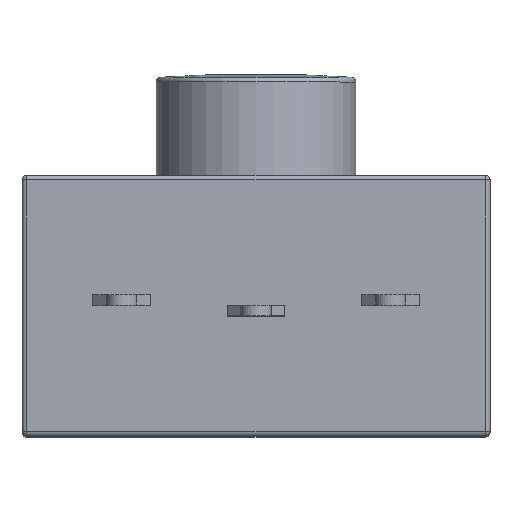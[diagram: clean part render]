
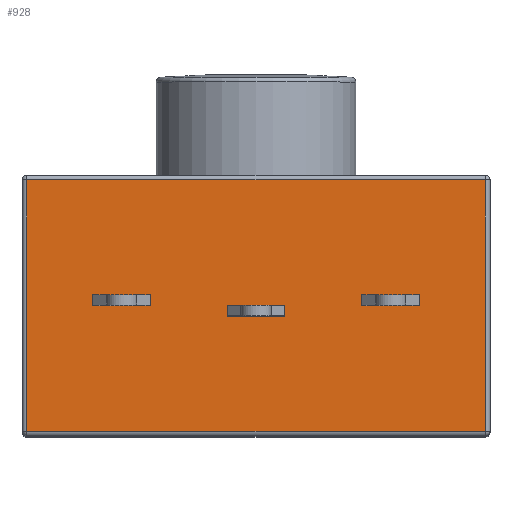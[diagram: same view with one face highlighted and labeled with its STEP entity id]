
A CAD part, top view. The second image highlights one B-rep face of the part: STEP entity #928.
In plain terms, the highlighted planar face has unit normal (0, 0, 1).
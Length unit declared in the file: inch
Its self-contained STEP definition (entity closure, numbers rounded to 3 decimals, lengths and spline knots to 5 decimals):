
#15=FACE_BOUND('',#171,.T.);
#16=FACE_BOUND('',#172,.T.);
#17=FACE_BOUND('',#173,.T.);
#117=FACE_OUTER_BOUND('',#170,.T.);
#170=EDGE_LOOP('',(#755,#756,#757,#758));
#171=EDGE_LOOP('',(#759,#760,#761,#762));
#172=EDGE_LOOP('',(#763,#764,#765,#766));
#173=EDGE_LOOP('',(#767,#768,#769,#770));
#217=LINE('',#1382,#307);
#221=LINE('',#1392,#311);
#226=LINE('',#1402,#316);
#230=LINE('',#1412,#320);
#235=LINE('',#1422,#325);
#239=LINE('',#1434,#329);
#241=LINE('',#1437,#331);
#242=LINE('',#1440,#332);
#244=LINE('',#1443,#334);
#245=LINE('',#1445,#335);
#246=LINE('',#1447,#336);
#247=LINE('',#1449,#337);
#248=LINE('',#1472,#338);
#253=LINE('',#1486,#343);
#260=LINE('',#1514,#350);
#265=LINE('',#1521,#355);
#307=VECTOR('',#1101,0.3937);
#311=VECTOR('',#1111,0.3937);
#316=VECTOR('',#1120,0.3937);
#320=VECTOR('',#1130,0.3937);
#325=VECTOR('',#1139,0.3937);
#329=VECTOR('',#1155,0.3937);
#331=VECTOR('',#1159,0.3937);
#332=VECTOR('',#1162,0.3937);
#334=VECTOR('',#1166,0.3937);
#335=VECTOR('',#1169,0.3937);
#336=VECTOR('',#1172,0.3937);
#337=VECTOR('',#1175,0.3937);
#338=VECTOR('',#1202,0.3937);
#343=VECTOR('',#1219,0.3937);
#350=VECTOR('',#1252,0.3937);
#355=VECTOR('',#1261,0.3937);
#393=VERTEX_POINT('',#1379);
#394=VERTEX_POINT('',#1381);
#396=VERTEX_POINT('',#1389);
#397=VERTEX_POINT('',#1391);
#399=VERTEX_POINT('',#1399);
#400=VERTEX_POINT('',#1401);
#402=VERTEX_POINT('',#1409);
#403=VERTEX_POINT('',#1411);
#405=VERTEX_POINT('',#1419);
#406=VERTEX_POINT('',#1421);
#408=VERTEX_POINT('',#1433);
#409=VERTEX_POINT('',#1439);
#412=VERTEX_POINT('',#1454);
#416=VERTEX_POINT('',#1465);
#421=VERTEX_POINT('',#1481);
#427=VERTEX_POINT('',#1507);
#472=EDGE_CURVE('',#394,#393,#217,.T.);
#477=EDGE_CURVE('',#397,#396,#221,.T.);
#483=EDGE_CURVE('',#400,#399,#226,.T.);
#488=EDGE_CURVE('',#403,#402,#230,.T.);
#494=EDGE_CURVE('',#406,#405,#235,.T.);
#499=EDGE_CURVE('',#408,#406,#239,.T.);
#501=EDGE_CURVE('',#402,#400,#241,.T.);
#502=EDGE_CURVE('',#409,#408,#242,.T.);
#504=EDGE_CURVE('',#393,#397,#244,.T.);
#505=EDGE_CURVE('',#396,#394,#245,.T.);
#506=EDGE_CURVE('',#399,#403,#246,.T.);
#507=EDGE_CURVE('',#405,#409,#247,.T.);
#517=EDGE_CURVE('',#416,#412,#248,.T.);
#525=EDGE_CURVE('',#412,#421,#253,.T.);
#539=EDGE_CURVE('',#427,#416,#260,.T.);
#544=EDGE_CURVE('',#421,#427,#265,.T.);
#755=ORIENTED_EDGE('',*,*,#517,.F.);
#756=ORIENTED_EDGE('',*,*,#539,.F.);
#757=ORIENTED_EDGE('',*,*,#544,.F.);
#758=ORIENTED_EDGE('',*,*,#525,.F.);
#759=ORIENTED_EDGE('',*,*,#504,.T.);
#760=ORIENTED_EDGE('',*,*,#477,.T.);
#761=ORIENTED_EDGE('',*,*,#505,.T.);
#762=ORIENTED_EDGE('',*,*,#472,.T.);
#763=ORIENTED_EDGE('',*,*,#506,.T.);
#764=ORIENTED_EDGE('',*,*,#488,.T.);
#765=ORIENTED_EDGE('',*,*,#501,.T.);
#766=ORIENTED_EDGE('',*,*,#483,.T.);
#767=ORIENTED_EDGE('',*,*,#502,.T.);
#768=ORIENTED_EDGE('',*,*,#499,.T.);
#769=ORIENTED_EDGE('',*,*,#494,.T.);
#770=ORIENTED_EDGE('',*,*,#507,.T.);
#824=PLANE('',#1029);
#928=ADVANCED_FACE('',(#117,#15,#16,#17),#824,.T.);
#1029=AXIS2_PLACEMENT_3D('',#1533,#1275,#1276);
#1101=DIRECTION('',(-1.,0.,0.));
#1111=DIRECTION('',(1.,0.,0.));
#1120=DIRECTION('',(-1.,0.,0.));
#1130=DIRECTION('',(1.,0.,0.));
#1139=DIRECTION('',(-1.,0.,0.));
#1155=DIRECTION('',(0.,-1.,0.));
#1159=DIRECTION('',(0.,-1.,0.));
#1162=DIRECTION('',(1.,0.,0.));
#1166=DIRECTION('',(0.,1.,0.));
#1169=DIRECTION('',(0.,-1.,0.));
#1172=DIRECTION('',(0.,1.,0.));
#1175=DIRECTION('',(0.,1.,0.));
#1202=DIRECTION('',(-1.,0.,0.));
#1219=DIRECTION('',(0.,1.,0.));
#1252=DIRECTION('',(0.,-1.,0.));
#1261=DIRECTION('',(1.,0.,0.));
#1275=DIRECTION('center_axis',(0.,0.,1.));
#1276=DIRECTION('ref_axis',(1.,0.,0.));
#1379=CARTESIAN_POINT('',(0.05858,-0.07058,0.055));
#1381=CARTESIAN_POINT('',(0.11758,-0.07058,0.055));
#1382=CARTESIAN_POINT('',(-0.11567,-0.07058,0.055));
#1389=CARTESIAN_POINT('',(0.11758,-0.05982,0.055));
#1391=CARTESIAN_POINT('',(0.05858,-0.05982,0.055));
#1392=CARTESIAN_POINT('',(-0.08617,-0.05982,0.055));
#1399=CARTESIAN_POINT('',(-0.07942,-0.08133,0.055));
#1401=CARTESIAN_POINT('',(-0.02042,-0.08133,0.055));
#1402=CARTESIAN_POINT('',(-0.18467,-0.08133,0.055));
#1409=CARTESIAN_POINT('',(-0.02042,-0.07058,0.055));
#1411=CARTESIAN_POINT('',(-0.07942,-0.07058,0.055));
#1412=CARTESIAN_POINT('',(-0.15517,-0.07058,0.055));
#1419=CARTESIAN_POINT('',(-0.21742,-0.07058,0.055));
#1421=CARTESIAN_POINT('',(-0.15842,-0.07058,0.055));
#1422=CARTESIAN_POINT('',(-0.25367,-0.07058,0.055));
#1433=CARTESIAN_POINT('',(-0.15842,-0.05982,0.055));
#1434=CARTESIAN_POINT('',(-0.15842,-0.13758,0.055));
#1437=CARTESIAN_POINT('',(-0.02042,-0.14295,0.055));
#1439=CARTESIAN_POINT('',(-0.21742,-0.05982,0.055));
#1440=CARTESIAN_POINT('',(-0.22417,-0.05982,0.055));
#1443=CARTESIAN_POINT('',(0.05858,-0.1322,0.055));
#1445=CARTESIAN_POINT('',(0.11758,-0.13758,0.055));
#1447=CARTESIAN_POINT('',(-0.07942,-0.13758,0.055));
#1449=CARTESIAN_POINT('',(-0.21742,-0.1322,0.055));
#1454=CARTESIAN_POINT('',(-0.28492,-0.19958,0.055));
#1465=CARTESIAN_POINT('',(0.18508,-0.19958,0.055));
#1472=CARTESIAN_POINT('',(-0.16992,-0.19958,0.055));
#1481=CARTESIAN_POINT('',(-0.28492,0.05842,0.055));
#1486=CARTESIAN_POINT('',(-0.28492,-0.20458,0.055));
#1507=CARTESIAN_POINT('',(0.18508,0.05842,0.055));
#1514=CARTESIAN_POINT('',(0.18508,-0.20458,0.055));
#1521=CARTESIAN_POINT('',(-0.16992,0.05842,0.055));
#1533=CARTESIAN_POINT('Origin',(-0.28992,-0.20458,0.055));
